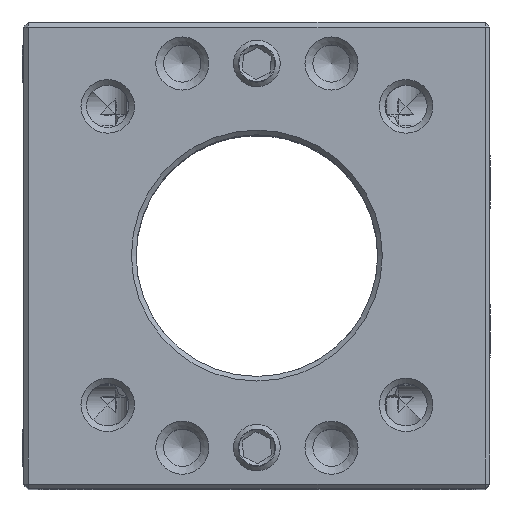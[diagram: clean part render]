
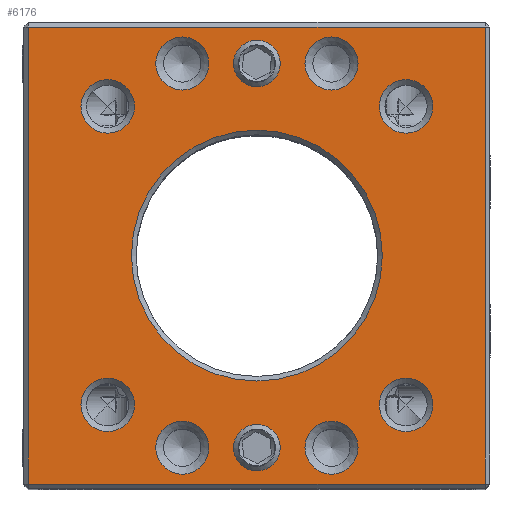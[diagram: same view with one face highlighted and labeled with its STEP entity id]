
A CAD part, top view. The second image highlights one B-rep face of the part: STEP entity #6176.
In plain terms, the highlighted planar face has unit normal (0, 0, 1).
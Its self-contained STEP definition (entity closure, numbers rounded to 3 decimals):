
#139 = DIRECTION ( 'NONE',  ( 0., -1., 0. ) ) ;
#140 = ORIENTED_EDGE ( 'NONE', *, *, #6645, .F. ) ;
#155 = CARTESIAN_POINT ( 'NONE',  ( -8., -8., 12.5 ) ) ;
#173 = EDGE_CURVE ( 'NONE', #308, #308, #6617, .T. ) ;
#189 = CARTESIAN_POINT ( 'NONE',  ( 12.25, 12.25, 12.5 ) ) ;
#259 = FACE_BOUND ( 'NONE', #673, .T. ) ;
#266 = ORIENTED_EDGE ( 'NONE', *, *, #5526, .F. ) ;
#289 = AXIS2_PLACEMENT_3D ( 'NONE', #4003, #1997, #537 ) ;
#308 = VERTEX_POINT ( 'NONE', #3550 ) ;
#371 = CARTESIAN_POINT ( 'NONE',  ( 8., 6.565, 12.5 ) ) ;
#536 = DIRECTION ( 'NONE',  ( 0., 0., 1. ) ) ;
#537 = DIRECTION ( 'NONE',  ( 1., 0., 0. ) ) ;
#573 = CARTESIAN_POINT ( 'NONE',  ( 6.727, 0., 12.5 ) ) ;
#602 = VERTEX_POINT ( 'NONE', #5280 ) ;
#645 = VERTEX_POINT ( 'NONE', #5312 ) ;
#656 = EDGE_LOOP ( 'NONE', ( #3855 ) ) ;
#673 = EDGE_LOOP ( 'NONE', ( #140 ) ) ;
#691 = DIRECTION ( 'NONE',  ( 0., 0., 1. ) ) ;
#771 = VERTEX_POINT ( 'NONE', #2008 ) ;
#882 = CARTESIAN_POINT ( 'NONE',  ( 8., 8., 12.5 ) ) ;
#943 = DIRECTION ( 'NONE',  ( 0., 0., 1. ) ) ;
#983 = AXIS2_PLACEMENT_3D ( 'NONE', #5611, #7683, #7074 ) ;
#1004 = FACE_BOUND ( 'NONE', #1528, .T. ) ;
#1067 = AXIS2_PLACEMENT_3D ( 'NONE', #882, #2164, #139 ) ;
#1095 = EDGE_LOOP ( 'NONE', ( #266 ) ) ;
#1237 = DIRECTION ( 'NONE',  ( 1., 0., 0. ) ) ;
#1249 = CARTESIAN_POINT ( 'NONE',  ( 5.422, 10.3, 12.5 ) ) ;
#1362 = ORIENTED_EDGE ( 'NONE', *, *, #6678, .F. ) ;
#1378 = AXIS2_PLACEMENT_3D ( 'NONE', #155, #943, #3612 ) ;
#1390 = CIRCLE ( 'NONE', #3913, 1.422 ) ;
#1528 = EDGE_LOOP ( 'NONE', ( #3132 ) ) ;
#1568 = FACE_BOUND ( 'NONE', #1798, .T. ) ;
#1572 = DIRECTION ( 'NONE',  ( 1., 0., 0. ) ) ;
#1706 = VERTEX_POINT ( 'NONE', #8123 ) ;
#1798 = EDGE_LOOP ( 'NONE', ( #3988 ) ) ;
#1804 = EDGE_CURVE ( 'NONE', #5669, #5669, #6457, .T. ) ;
#1997 = DIRECTION ( 'NONE',  ( 0., 0., 1. ) ) ;
#2007 = AXIS2_PLACEMENT_3D ( 'NONE', #2856, #6920, #1572 ) ;
#2008 = CARTESIAN_POINT ( 'NONE',  ( -2.578, 10.3, 12.5 ) ) ;
#2047 = ORIENTED_EDGE ( 'NONE', *, *, #3341, .F. ) ;
#2106 = DIRECTION ( 'NONE',  ( 1., 0., 0. ) ) ;
#2164 = DIRECTION ( 'NONE',  ( 0., 0., 1. ) ) ;
#2196 = CARTESIAN_POINT ( 'NONE',  ( -12.25, 12.5, 12.5 ) ) ;
#2328 = EDGE_LOOP ( 'NONE', ( #7871 ) ) ;
#2361 = AXIS2_PLACEMENT_3D ( 'NONE', #2943, #5585, #8219 ) ;
#2456 = ORIENTED_EDGE ( 'NONE', *, *, #7034, .F. ) ;
#2533 = VECTOR ( 'NONE', #6829, 1000. ) ;
#2629 = EDGE_LOOP ( 'NONE', ( #6525 ) ) ;
#2650 = DIRECTION ( 'NONE',  ( 0., 0., 1. ) ) ;
#2723 = ORIENTED_EDGE ( 'NONE', *, *, #8172, .F. ) ;
#2737 = DIRECTION ( 'NONE',  ( 0., -1., 0. ) ) ;
#2834 = CIRCLE ( 'NONE', #4359, 1.435 ) ;
#2856 = CARTESIAN_POINT ( 'NONE',  ( 0., 0., 12.5 ) ) ;
#2877 = CARTESIAN_POINT ( 'NONE',  ( -8., 6.565, 12.5 ) ) ;
#2943 = CARTESIAN_POINT ( 'NONE',  ( -12.5, 12.5, 12.5 ) ) ;
#2961 = AXIS2_PLACEMENT_3D ( 'NONE', #6581, #4069, #7227 ) ;
#3020 = CARTESIAN_POINT ( 'NONE',  ( 4., -10.3, 12.5 ) ) ;
#3030 = CARTESIAN_POINT ( 'NONE',  ( -12.25, -12.25, 12.5 ) ) ;
#3103 = VERTEX_POINT ( 'NONE', #371 ) ;
#3132 = ORIENTED_EDGE ( 'NONE', *, *, #8601, .F. ) ;
#3295 = ORIENTED_EDGE ( 'NONE', *, *, #6632, .F. ) ;
#3296 = LINE ( 'NONE', #6629, #3771 ) ;
#3298 = VERTEX_POINT ( 'NONE', #573 ) ;
#3312 = DIRECTION ( 'NONE',  ( -1., 0., 0. ) ) ;
#3337 = LINE ( 'NONE', #5369, #6692 ) ;
#3341 = EDGE_CURVE ( 'NONE', #4530, #4530, #3506, .T. ) ;
#3506 = CIRCLE ( 'NONE', #983, 1.25 ) ;
#3550 = CARTESIAN_POINT ( 'NONE',  ( -2.578, -10.3, 12.5 ) ) ;
#3591 = FACE_BOUND ( 'NONE', #2629, .T. ) ;
#3612 = DIRECTION ( 'NONE',  ( 0., -1., 0. ) ) ;
#3637 = PLANE ( 'NONE',  #2361 ) ;
#3682 = FACE_BOUND ( 'NONE', #7395, .T. ) ;
#3748 = EDGE_LOOP ( 'NONE', ( #5277 ) ) ;
#3771 = VECTOR ( 'NONE', #5845, 1000. ) ;
#3855 = ORIENTED_EDGE ( 'NONE', *, *, #1804, .F. ) ;
#3871 = CARTESIAN_POINT ( 'NONE',  ( 8., -8., 12.5 ) ) ;
#3913 = AXIS2_PLACEMENT_3D ( 'NONE', #5948, #536, #1237 ) ;
#3923 = CARTESIAN_POINT ( 'NONE',  ( 8., -9.435, 12.5 ) ) ;
#3988 = ORIENTED_EDGE ( 'NONE', *, *, #6400, .F. ) ;
#4003 = CARTESIAN_POINT ( 'NONE',  ( 4., 10.3, 12.5 ) ) ;
#4013 = VERTEX_POINT ( 'NONE', #3923 ) ;
#4069 = DIRECTION ( 'NONE',  ( 0., 0., 1. ) ) ;
#4102 = VERTEX_POINT ( 'NONE', #4658 ) ;
#4113 = AXIS2_PLACEMENT_3D ( 'NONE', #3020, #4316, #5740 ) ;
#4316 = DIRECTION ( 'NONE',  ( 0., 0., 1. ) ) ;
#4336 = AXIS2_PLACEMENT_3D ( 'NONE', #3871, #6508, #2737 ) ;
#4359 = AXIS2_PLACEMENT_3D ( 'NONE', #8588, #2650, #5307 ) ;
#4372 = FACE_BOUND ( 'NONE', #1095, .T. ) ;
#4375 = EDGE_CURVE ( 'NONE', #3103, #3103, #6345, .T. ) ;
#4464 = ORIENTED_EDGE ( 'NONE', *, *, #6837, .F. ) ;
#4478 = VECTOR ( 'NONE', #3312, 1000. ) ;
#4530 = VERTEX_POINT ( 'NONE', #7172 ) ;
#4658 = CARTESIAN_POINT ( 'NONE',  ( -8., -9.435, 12.5 ) ) ;
#4709 = CARTESIAN_POINT ( 'NONE',  ( -4., -10.3, 12.5 ) ) ;
#4760 = CIRCLE ( 'NONE', #2961, 1.25 ) ;
#4934 = FACE_OUTER_BOUND ( 'NONE', #5634, .T. ) ;
#5017 = FACE_BOUND ( 'NONE', #7325, .T. ) ;
#5277 = ORIENTED_EDGE ( 'NONE', *, *, #6955, .F. ) ;
#5280 = CARTESIAN_POINT ( 'NONE',  ( 12.25, -12.25, 12.5 ) ) ;
#5307 = DIRECTION ( 'NONE',  ( 0., -1., 0. ) ) ;
#5310 = CIRCLE ( 'NONE', #4336, 1.435 ) ;
#5312 = CARTESIAN_POINT ( 'NONE',  ( 1.25, 10.3, 12.5 ) ) ;
#5369 = CARTESIAN_POINT ( 'NONE',  ( -12.5, 12.25, 12.5 ) ) ;
#5449 = ORIENTED_EDGE ( 'NONE', *, *, #5906, .T. ) ;
#5526 = EDGE_CURVE ( 'NONE', #771, #771, #1390, .T. ) ;
#5585 = DIRECTION ( 'NONE',  ( 0., 0., -1. ) ) ;
#5611 = CARTESIAN_POINT ( 'NONE',  ( 0., -10.3, 12.5 ) ) ;
#5634 = EDGE_LOOP ( 'NONE', ( #2456, #1362, #5449, #4464 ) ) ;
#5635 = EDGE_LOOP ( 'NONE', ( #2047 ) ) ;
#5669 = VERTEX_POINT ( 'NONE', #8308 ) ;
#5740 = DIRECTION ( 'NONE',  ( 1., 0., 0. ) ) ;
#5845 = DIRECTION ( 'NONE',  ( 0., 1., 0. ) ) ;
#5877 = CIRCLE ( 'NONE', #2007, 6.727 ) ;
#5906 = EDGE_CURVE ( 'NONE', #602, #6810, #3296, .T. ) ;
#5948 = CARTESIAN_POINT ( 'NONE',  ( -4., 10.3, 12.5 ) ) ;
#6008 = DIRECTION ( 'NONE',  ( 1., 0., 0. ) ) ;
#6156 = VERTEX_POINT ( 'NONE', #3030 ) ;
#6176 = ADVANCED_FACE ( 'NONE', ( #3682, #1568, #259, #3591, #8260, #6231, #5017, #4372, #7617, #7006, #4934, #1004 ), #3637, .F. ) ;
#6231 = FACE_BOUND ( 'NONE', #656, .T. ) ;
#6345 = CIRCLE ( 'NONE', #1067, 1.435 ) ;
#6400 = EDGE_CURVE ( 'NONE', #4102, #4102, #6529, .T. ) ;
#6413 = VERTEX_POINT ( 'NONE', #2877 ) ;
#6457 = CIRCLE ( 'NONE', #4113, 1.422 ) ;
#6508 = DIRECTION ( 'NONE',  ( 0., 0., 1. ) ) ;
#6525 = ORIENTED_EDGE ( 'NONE', *, *, #4375, .F. ) ;
#6529 = CIRCLE ( 'NONE', #1378, 1.435 ) ;
#6581 = CARTESIAN_POINT ( 'NONE',  ( 0., 10.3, 12.5 ) ) ;
#6617 = CIRCLE ( 'NONE', #7726, 1.422 ) ;
#6629 = CARTESIAN_POINT ( 'NONE',  ( 12.25, 12.5, 12.5 ) ) ;
#6632 = EDGE_CURVE ( 'NONE', #6696, #6696, #6818, .T. ) ;
#6645 = EDGE_CURVE ( 'NONE', #4013, #4013, #5310, .T. ) ;
#6678 = EDGE_CURVE ( 'NONE', #602, #6156, #8543, .T. ) ;
#6685 = CARTESIAN_POINT ( 'NONE',  ( -12.5, -12.25, 12.5 ) ) ;
#6692 = VECTOR ( 'NONE', #2106, 1000. ) ;
#6696 = VERTEX_POINT ( 'NONE', #1249 ) ;
#6810 = VERTEX_POINT ( 'NONE', #189 ) ;
#6818 = CIRCLE ( 'NONE', #289, 1.422 ) ;
#6829 = DIRECTION ( 'NONE',  ( 0., 1., 0. ) ) ;
#6837 = EDGE_CURVE ( 'NONE', #1706, #6810, #3337, .T. ) ;
#6920 = DIRECTION ( 'NONE',  ( 0., 0., 1. ) ) ;
#6955 = EDGE_CURVE ( 'NONE', #645, #645, #4760, .T. ) ;
#7006 = FACE_BOUND ( 'NONE', #3748, .T. ) ;
#7034 = EDGE_CURVE ( 'NONE', #6156, #1706, #8126, .T. ) ;
#7074 = DIRECTION ( 'NONE',  ( 1., 0., 0. ) ) ;
#7172 = CARTESIAN_POINT ( 'NONE',  ( 1.25, -10.3, 12.5 ) ) ;
#7227 = DIRECTION ( 'NONE',  ( 1., 0., 0. ) ) ;
#7325 = EDGE_LOOP ( 'NONE', ( #3295 ) ) ;
#7395 = EDGE_LOOP ( 'NONE', ( #2723 ) ) ;
#7617 = FACE_BOUND ( 'NONE', #5635, .T. ) ;
#7683 = DIRECTION ( 'NONE',  ( 0., 0., 1. ) ) ;
#7726 = AXIS2_PLACEMENT_3D ( 'NONE', #4709, #691, #6008 ) ;
#7871 = ORIENTED_EDGE ( 'NONE', *, *, #173, .F. ) ;
#8123 = CARTESIAN_POINT ( 'NONE',  ( -12.25, 12.25, 12.5 ) ) ;
#8126 = LINE ( 'NONE', #2196, #2533 ) ;
#8172 = EDGE_CURVE ( 'NONE', #6413, #6413, #2834, .T. ) ;
#8219 = DIRECTION ( 'NONE',  ( -1., 0., 0. ) ) ;
#8260 = FACE_BOUND ( 'NONE', #2328, .T. ) ;
#8308 = CARTESIAN_POINT ( 'NONE',  ( 5.422, -10.3, 12.5 ) ) ;
#8543 = LINE ( 'NONE', #6685, #4478 ) ;
#8588 = CARTESIAN_POINT ( 'NONE',  ( -8., 8., 12.5 ) ) ;
#8601 = EDGE_CURVE ( 'NONE', #3298, #3298, #5877, .T. ) ;
